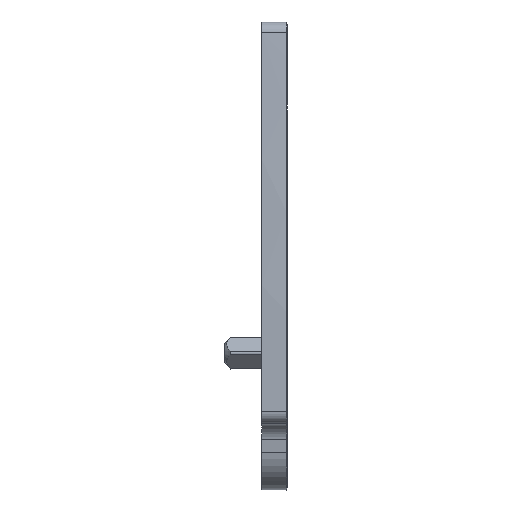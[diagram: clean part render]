
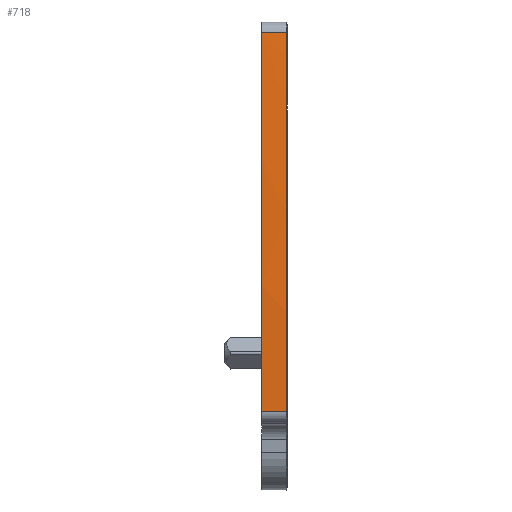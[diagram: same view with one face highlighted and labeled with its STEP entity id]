
A CAD part, front view. The second image highlights one B-rep face of the part: STEP entity #718.
In plain terms, the highlighted cylindrical face has radius 250 mm (diameter 500 mm), a partial arc.
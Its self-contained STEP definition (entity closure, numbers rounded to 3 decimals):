
#365=AXIS2_PLACEMENT_3D('Circle Axis2P3D',#363,#364,$) ;
#652=AXIS2_PLACEMENT_3D('Circle Axis2P3D',#650,#651,$) ;
#673=AXIS2_PLACEMENT_3D('Cylinder Axis2P3D',#670,#671,#672) ;
#677=AXIS2_PLACEMENT_3D('Circle Axis2P3D',#675,#676,$) ;
#698=AXIS2_PLACEMENT_3D('Circle Axis2P3D',#696,#697,$) ;
#222=CARTESIAN_POINT('Vertex',(5.05,0.917,31.4)) ;
#225=CARTESIAN_POINT('Line Origine',(5.025,0.917,31.4)) ;
#229=CARTESIAN_POINT('Vertex',(5.,0.917,31.4)) ;
#255=CARTESIAN_POINT('Vertex',(5.,0.858,30.7)) ;
#363=CARTESIAN_POINT('Axis2P3D Location',(5.,250.,10.)) ;
#647=CARTESIAN_POINT('Vertex',(5.05,1.485,37.209)) ;
#650=CARTESIAN_POINT('Axis2P3D Location',(5.05,250.,10.)) ;
#670=CARTESIAN_POINT('Axis2P3D Location',(4.05,250.,10.)) ;
#675=CARTESIAN_POINT('Axis2P3D Location',(5.05,250.,10.)) ;
#679=CARTESIAN_POINT('Vertex',(5.05,0.858,30.7)) ;
#681=CARTESIAN_POINT('Vertex',(5.05,0.026,6.386)) ;
#684=CARTESIAN_POINT('Line Origine',(4.05,0.858,30.7)) ;
#689=CARTESIAN_POINT('Line Origine',(4.05,1.485,37.209)) ;
#693=CARTESIAN_POINT('Vertex',(3.,1.485,37.209)) ;
#696=CARTESIAN_POINT('Axis2P3D Location',(3.,250.,10.)) ;
#700=CARTESIAN_POINT('Vertex',(3.,0.026,6.386)) ;
#703=CARTESIAN_POINT('Line Origine',(4.05,0.026,6.386)) ;
#226=DIRECTION('Vector Direction',(-1.,0.,0.)) ;
#364=DIRECTION('Axis2P3D Direction',(1.,0.,0.)) ;
#651=DIRECTION('Axis2P3D Direction',(1.,0.,0.)) ;
#671=DIRECTION('Axis2P3D Direction',(1.,0.,0.)) ;
#672=DIRECTION('Axis2P3D XDirection',(0.,-0.994,0.109)) ;
#676=DIRECTION('Axis2P3D Direction',(1.,0.,0.)) ;
#685=DIRECTION('Vector Direction',(1.,0.,0.)) ;
#690=DIRECTION('Vector Direction',(1.,0.,0.)) ;
#697=DIRECTION('Axis2P3D Direction',(1.,0.,0.)) ;
#704=DIRECTION('Vector Direction',(1.,0.,0.)) ;
#227=VECTOR('Line Direction',#226,1.) ;
#686=VECTOR('Line Direction',#685,1.) ;
#691=VECTOR('Line Direction',#690,1.) ;
#705=VECTOR('Line Direction',#704,1.) ;
#709=ORIENTED_EDGE('',*,*,#683,.F.) ;
#710=ORIENTED_EDGE('',*,*,#688,.T.) ;
#711=ORIENTED_EDGE('',*,*,#367,.F.) ;
#712=ORIENTED_EDGE('',*,*,#231,.F.) ;
#713=ORIENTED_EDGE('',*,*,#654,.F.) ;
#714=ORIENTED_EDGE('',*,*,#695,.F.) ;
#715=ORIENTED_EDGE('',*,*,#702,.T.) ;
#716=ORIENTED_EDGE('',*,*,#707,.T.) ;
#718=ADVANCED_FACE('SEP_2C_6',(#717),#674,.T.) ;
#366=CIRCLE('generated circle',#365,250.) ;
#653=CIRCLE('generated circle',#652,250.) ;
#678=CIRCLE('generated circle',#677,250.) ;
#699=CIRCLE('generated circle',#698,250.) ;
#674=CYLINDRICAL_SURFACE('generated cylinder',#673,250.) ;
#231=EDGE_CURVE('',#223,#230,#228,.T.) ;
#367=EDGE_CURVE('',#230,#256,#366,.T.) ;
#654=EDGE_CURVE('',#648,#223,#653,.T.) ;
#683=EDGE_CURVE('',#680,#682,#678,.T.) ;
#688=EDGE_CURVE('',#680,#256,#687,.F.) ;
#695=EDGE_CURVE('',#694,#648,#692,.T.) ;
#702=EDGE_CURVE('',#694,#701,#699,.T.) ;
#707=EDGE_CURVE('',#701,#682,#706,.T.) ;
#708=EDGE_LOOP('',(#709,#710,#711,#712,#713,#714,#715,#716)) ;
#717=FACE_OUTER_BOUND('',#708,.T.) ;
#228=LINE('Line',#225,#227) ;
#687=LINE('Line',#684,#686) ;
#692=LINE('Line',#689,#691) ;
#706=LINE('Line',#703,#705) ;
#223=VERTEX_POINT('',#222) ;
#230=VERTEX_POINT('',#229) ;
#256=VERTEX_POINT('',#255) ;
#648=VERTEX_POINT('',#647) ;
#680=VERTEX_POINT('',#679) ;
#682=VERTEX_POINT('',#681) ;
#694=VERTEX_POINT('',#693) ;
#701=VERTEX_POINT('',#700) ;
